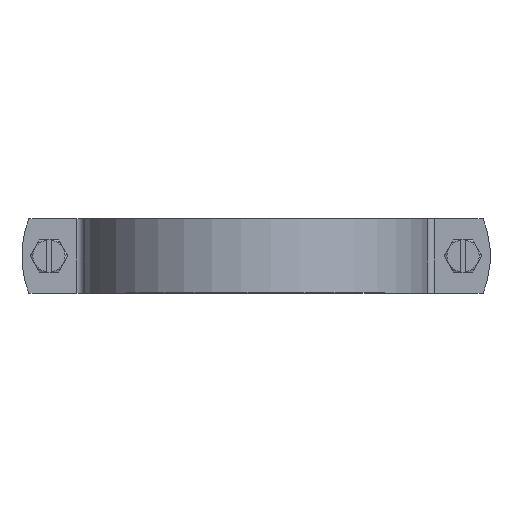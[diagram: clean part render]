
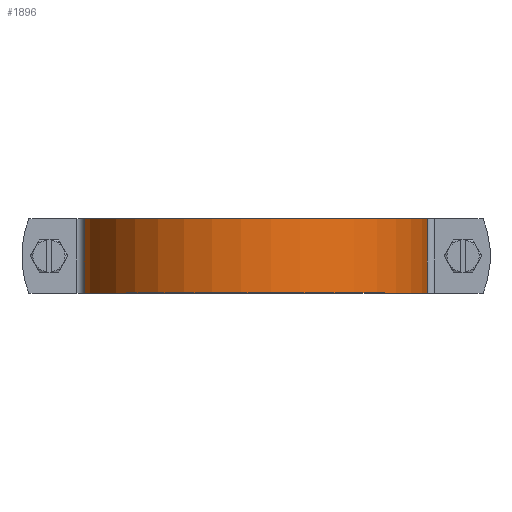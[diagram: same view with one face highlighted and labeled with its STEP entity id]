
A CAD part, top view. The second image highlights one B-rep face of the part: STEP entity #1896.
In plain terms, the highlighted cylindrical face has radius 695 mm (diameter 1390 mm), a partial arc.
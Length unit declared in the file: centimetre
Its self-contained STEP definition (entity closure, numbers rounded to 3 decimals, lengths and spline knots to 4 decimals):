
#182=FACE_OUTER_BOUND('',#309,.T.);
#309=EDGE_LOOP('',(#1342,#1343,#1344,#1345));
#453=LINE('',#2936,#593);
#454=LINE('',#2940,#594);
#593=VECTOR('',#2329,1.);
#594=VECTOR('',#2334,1.);
#727=CIRCLE('',#2038,69.5);
#732=CIRCLE('',#2048,69.5);
#845=VERTEX_POINT('',#2916);
#846=VERTEX_POINT('',#2918);
#850=VERTEX_POINT('',#2934);
#851=VERTEX_POINT('',#2938);
#1031=EDGE_CURVE('',#845,#846,#727,.T.);
#1040=EDGE_CURVE('',#850,#846,#453,.T.);
#1041=EDGE_CURVE('',#851,#850,#732,.T.);
#1042=EDGE_CURVE('',#851,#845,#454,.T.);
#1342=ORIENTED_EDGE('',*,*,#1041,.T.);
#1343=ORIENTED_EDGE('',*,*,#1040,.T.);
#1344=ORIENTED_EDGE('',*,*,#1031,.F.);
#1345=ORIENTED_EDGE('',*,*,#1042,.F.);
#1858=CYLINDRICAL_SURFACE('',#2047,69.5);
#1896=ADVANCED_FACE('',(#182),#1858,.T.);
#2038=AXIS2_PLACEMENT_3D('',#2919,#2307,#2308);
#2047=AXIS2_PLACEMENT_3D('',#2937,#2330,#2331);
#2048=AXIS2_PLACEMENT_3D('',#2939,#2332,#2333);
#2307=DIRECTION('center_axis',(0.,-1.,0.));
#2308=DIRECTION('ref_axis',(0.995,0.,0.103));
#2329=DIRECTION('',(0.,-1.,0.));
#2330=DIRECTION('center_axis',(0.,-1.,0.));
#2331=DIRECTION('ref_axis',(0.995,0.,0.103));
#2332=DIRECTION('center_axis',(0.,-1.,0.));
#2333=DIRECTION('ref_axis',(0.995,0.,0.103));
#2334=DIRECTION('',(0.,-1.,0.));
#2916=CARTESIAN_POINT('',(801.675,322.3441,74.2485));
#2918=CARTESIAN_POINT('',(663.4208,322.3441,74.2485));
#2919=CARTESIAN_POINT('Origin',(732.5479,322.3441,67.0588));
#2934=CARTESIAN_POINT('',(663.4208,352.3441,74.2485));
#2936=CARTESIAN_POINT('',(663.4208,352.3441,74.2485));
#2937=CARTESIAN_POINT('Origin',(732.5479,352.3441,67.0588));
#2938=CARTESIAN_POINT('',(801.675,352.3441,74.2485));
#2939=CARTESIAN_POINT('Origin',(732.5479,352.3441,67.0588));
#2940=CARTESIAN_POINT('',(801.675,352.3441,74.2485));
